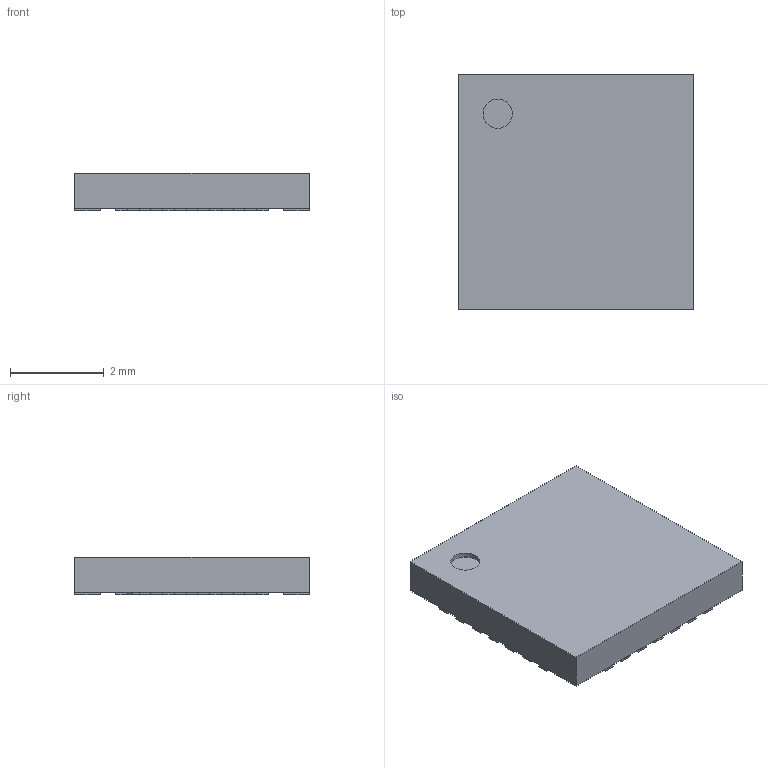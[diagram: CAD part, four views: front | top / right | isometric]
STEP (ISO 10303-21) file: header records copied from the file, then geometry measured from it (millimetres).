
FILE_DESCRIPTION(('Open CASCADE Model'),'2;1');
FILE_NAME('Open CASCADE Shape Model','2024-01-10T19:45:06',('Author'),( 'Open CASCADE'),'Open CASCADE STEP processor 7.5','Open CASCADE 7.5' ,'Unknown');
FILE_SCHEMA(('AUTOMOTIVE_DESIGN { 1 0 10303 214 1 1 1 1 }'));
Length unit declared in the file: millimetre
Products named in the file (6): PQFN50P500X500X80_HS-29N.step; Open CASCADE STEP translator 7.5 11.1; Body; Open CASCADE STEP translator 7.5 11.2.1; Thermal Shape; Pin Shape
Assembly tree (32 placements, depth 3):
  PQFN50P500X500X80_HS-29N.step
    Open CASCADE STEP translator 7.5 11.1
    Body
      Open CASCADE STEP translator 7.5 11.2.1
    Thermal Shape
    Pin Shape  x28
Bounding box: 5 x 5 x 0.8 mm (x, y, z)
Volume: 19.4 mm3; surface area: 97.1 mm2
Topology: 30 solids, 31 shells, 184 faces, 367 edges, 245 vertices
Faces by surface type: plane 183, cylinder 1
Full cylindrical faces by diameter (mm): 0.625 x1
Entity records: 1465 total; most frequent: DIRECTION 241, CARTESIAN_POINT 212, LINE 122, VECTOR 122, ORIENTED_EDGE 85, PCURVE 85, DEFINITIONAL_REPRESENTATION 85, AXIS2_PLACEMENT_3D 58
